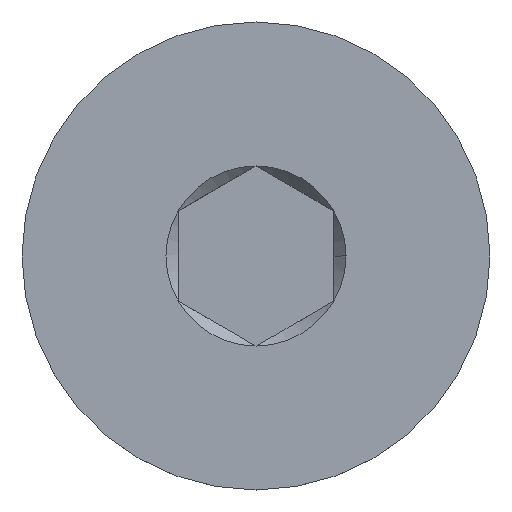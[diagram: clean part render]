
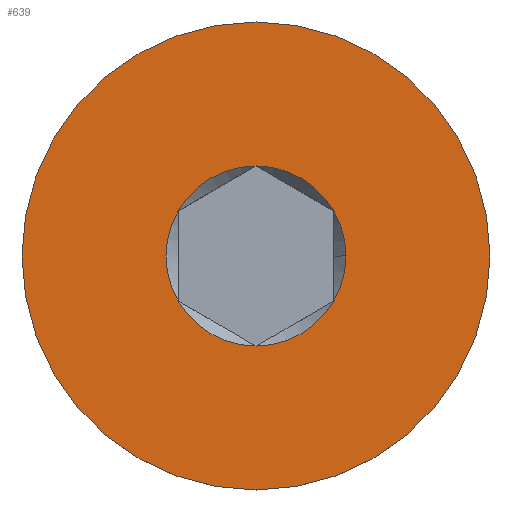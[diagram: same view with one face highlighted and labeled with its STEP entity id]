
A CAD part, top view. The second image highlights one B-rep face of the part: STEP entity #639.
In plain terms, the highlighted planar face has unit normal (0, 0, 1).
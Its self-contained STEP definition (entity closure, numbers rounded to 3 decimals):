
#9 = CIRCLE ( 'NONE', #364, 2.309 ) ;
#10 = EDGE_CURVE ( 'NONE', #156, #743, #145, .T. ) ;
#33 = ORIENTED_EDGE ( 'NONE', *, *, #635, .F. ) ;
#34 = CARTESIAN_POINT ( 'NONE',  ( 0., 0., 0. ) ) ;
#38 = DIRECTION ( 'NONE',  ( 0., 0., 1. ) ) ;
#41 = ORIENTED_EDGE ( 'NONE', *, *, #680, .F. ) ;
#46 = CARTESIAN_POINT ( 'NONE',  ( 0., 0., 0. ) ) ;
#51 = VERTEX_POINT ( 'NONE', #764 ) ;
#62 = CARTESIAN_POINT ( 'NONE',  ( -2., -1.155, 0. ) ) ;
#72 = VERTEX_POINT ( 'NONE', #323 ) ;
#94 = CIRCLE ( 'NONE', #419, 6. ) ;
#104 = FACE_OUTER_BOUND ( 'NONE', #665, .T. ) ;
#107 = CARTESIAN_POINT ( 'NONE',  ( -2., 1.155, 0. ) ) ;
#111 = ORIENTED_EDGE ( 'NONE', *, *, #578, .F. ) ;
#112 = PLANE ( 'NONE',  #480 ) ;
#118 = CARTESIAN_POINT ( 'NONE',  ( 0., 0., 0. ) ) ;
#145 = CIRCLE ( 'NONE', #347, 2.309 ) ;
#147 = CARTESIAN_POINT ( 'NONE',  ( 2., -1.155, 0. ) ) ;
#156 = VERTEX_POINT ( 'NONE', #107 ) ;
#167 = EDGE_CURVE ( 'NONE', #370, #501, #596, .T. ) ;
#169 = CARTESIAN_POINT ( 'NONE',  ( 0., 0., 0. ) ) ;
#192 = DIRECTION ( 'NONE',  ( 0., -1., 0. ) ) ;
#227 = DIRECTION ( 'NONE',  ( 0., 0., 1. ) ) ;
#232 = CARTESIAN_POINT ( 'NONE',  ( 0., 0., 0. ) ) ;
#240 = CARTESIAN_POINT ( 'NONE',  ( 0., -2.309, 0. ) ) ;
#256 = ORIENTED_EDGE ( 'NONE', *, *, #453, .T. ) ;
#263 = EDGE_CURVE ( 'NONE', #72, #51, #385, .T. ) ;
#269 = VERTEX_POINT ( 'NONE', #414 ) ;
#270 = AXIS2_PLACEMENT_3D ( 'NONE', #46, #281, #688 ) ;
#281 = DIRECTION ( 'NONE',  ( 0., 0., 1. ) ) ;
#291 = VERTEX_POINT ( 'NONE', #748 ) ;
#303 = DIRECTION ( 'NONE',  ( 0., 0., 1. ) ) ;
#319 = AXIS2_PLACEMENT_3D ( 'NONE', #118, #715, #358 ) ;
#323 = CARTESIAN_POINT ( 'NONE',  ( 0., -6., 0. ) ) ;
#324 = CARTESIAN_POINT ( 'NONE',  ( 2.309, 0., 0. ) ) ;
#330 = ORIENTED_EDGE ( 'NONE', *, *, #10, .F. ) ;
#339 = ORIENTED_EDGE ( 'NONE', *, *, #728, .F. ) ;
#343 = AXIS2_PLACEMENT_3D ( 'NONE', #34, #227, #682 ) ;
#345 = EDGE_LOOP ( 'NONE', ( #526, #339, #330, #111, #33, #41, #479 ) ) ;
#347 = AXIS2_PLACEMENT_3D ( 'NONE', #697, #585, #707 ) ;
#356 = DIRECTION ( 'NONE',  ( 0., 0., 1. ) ) ;
#358 = DIRECTION ( 'NONE',  ( 1., 0., 0. ) ) ;
#363 = CARTESIAN_POINT ( 'NONE',  ( 0., 0., 0. ) ) ;
#364 = AXIS2_PLACEMENT_3D ( 'NONE', #363, #303, #653 ) ;
#367 = DIRECTION ( 'NONE',  ( 1., 0., 0. ) ) ;
#370 = VERTEX_POINT ( 'NONE', #240 ) ;
#385 = CIRCLE ( 'NONE', #676, 6. ) ;
#396 = DIRECTION ( 'NONE',  ( 0., 0., 1. ) ) ;
#402 = DIRECTION ( 'NONE',  ( 0., 0., 1. ) ) ;
#408 = CIRCLE ( 'NONE', #508, 2.309 ) ;
#414 = CARTESIAN_POINT ( 'NONE',  ( 2., 1.155, 0. ) ) ;
#419 = AXIS2_PLACEMENT_3D ( 'NONE', #729, #550, #192 ) ;
#437 = EDGE_CURVE ( 'NONE', #501, #551, #645, .T. ) ;
#450 = CIRCLE ( 'NONE', #572, 2.309 ) ;
#453 = EDGE_CURVE ( 'NONE', #51, #72, #94, .T. ) ;
#479 = ORIENTED_EDGE ( 'NONE', *, *, #437, .F. ) ;
#480 = AXIS2_PLACEMENT_3D ( 'NONE', #625, #396, #577 ) ;
#501 = VERTEX_POINT ( 'NONE', #147 ) ;
#508 = AXIS2_PLACEMENT_3D ( 'NONE', #169, #38, #620 ) ;
#526 = ORIENTED_EDGE ( 'NONE', *, *, #167, .F. ) ;
#527 = CARTESIAN_POINT ( 'NONE',  ( 0., 0., 0. ) ) ;
#550 = DIRECTION ( 'NONE',  ( 0., 0., 1. ) ) ;
#551 = VERTEX_POINT ( 'NONE', #324 ) ;
#572 = AXIS2_PLACEMENT_3D ( 'NONE', #232, #356, #367 ) ;
#573 = FACE_BOUND ( 'NONE', #345, .T. ) ;
#577 = DIRECTION ( 'NONE',  ( 0., -1., 0. ) ) ;
#578 = EDGE_CURVE ( 'NONE', #291, #156, #408, .T. ) ;
#585 = DIRECTION ( 'NONE',  ( 0., 0., 1. ) ) ;
#596 = CIRCLE ( 'NONE', #270, 2.309 ) ;
#620 = DIRECTION ( 'NONE',  ( 1., 0., 0. ) ) ;
#625 = CARTESIAN_POINT ( 'NONE',  ( 0., -3., 0. ) ) ;
#635 = EDGE_CURVE ( 'NONE', #269, #291, #671, .T. ) ;
#639 = ADVANCED_FACE ( 'NONE', ( #573, #104 ), #112, .T. ) ;
#645 = CIRCLE ( 'NONE', #319, 2.309 ) ;
#647 = ORIENTED_EDGE ( 'NONE', *, *, #263, .T. ) ;
#653 = DIRECTION ( 'NONE',  ( 1., 0., 0. ) ) ;
#665 = EDGE_LOOP ( 'NONE', ( #647, #256 ) ) ;
#671 = CIRCLE ( 'NONE', #343, 2.309 ) ;
#676 = AXIS2_PLACEMENT_3D ( 'NONE', #527, #402, #693 ) ;
#680 = EDGE_CURVE ( 'NONE', #551, #269, #450, .T. ) ;
#682 = DIRECTION ( 'NONE',  ( 1., 0., 0. ) ) ;
#688 = DIRECTION ( 'NONE',  ( 1., 0., 0. ) ) ;
#693 = DIRECTION ( 'NONE',  ( 0., -1., 0. ) ) ;
#697 = CARTESIAN_POINT ( 'NONE',  ( 0., 0., 0. ) ) ;
#707 = DIRECTION ( 'NONE',  ( 1., 0., 0. ) ) ;
#715 = DIRECTION ( 'NONE',  ( 0., 0., 1. ) ) ;
#728 = EDGE_CURVE ( 'NONE', #743, #370, #9, .T. ) ;
#729 = CARTESIAN_POINT ( 'NONE',  ( 0., 0., 0. ) ) ;
#743 = VERTEX_POINT ( 'NONE', #62 ) ;
#748 = CARTESIAN_POINT ( 'NONE',  ( 0., 2.309, 0. ) ) ;
#764 = CARTESIAN_POINT ( 'NONE',  ( 0., 6., 0. ) ) ;
